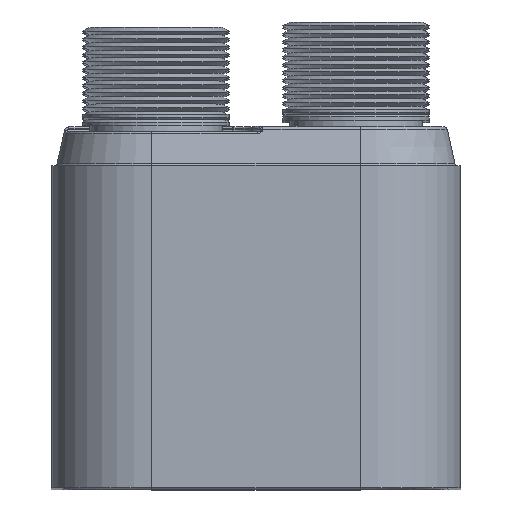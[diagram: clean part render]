
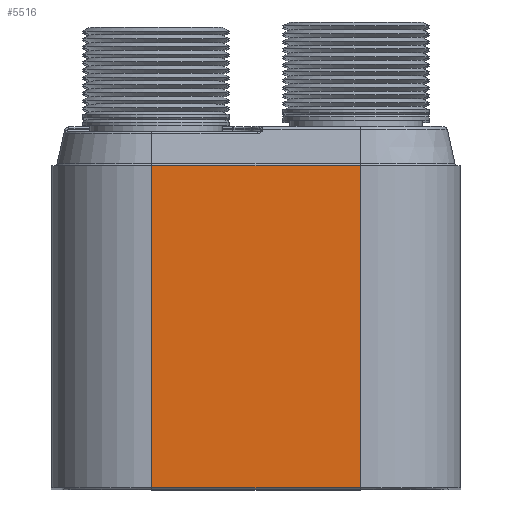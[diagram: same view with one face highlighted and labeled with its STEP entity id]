
A CAD part, top view. The second image highlights one B-rep face of the part: STEP entity #5516.
In plain terms, the highlighted planar face has unit normal (0, 0, 1).
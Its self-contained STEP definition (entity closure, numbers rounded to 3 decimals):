
#1428=DIRECTION('',(1.,0.,0.));
#1429=VECTOR('',#1428,48.);
#1430=CARTESIAN_POINT('',(-24.,74.,162.));
#1431=LINE('',#1430,#1429);
#1432=DIRECTION('',(0.,1.,0.));
#1433=VECTOR('',#1432,74.);
#1434=CARTESIAN_POINT('',(-24.,0.,162.));
#1435=LINE('',#1434,#1433);
#1441=DIRECTION('',(0.,1.,0.));
#1442=VECTOR('',#1441,74.);
#1443=CARTESIAN_POINT('',(24.,0.,162.));
#1444=LINE('',#1443,#1442);
#1484=DIRECTION('',(1.,0.,0.));
#1485=VECTOR('',#1484,48.);
#1486=CARTESIAN_POINT('',(-24.,0.,162.));
#1487=LINE('',#1486,#1485);
#2533=CARTESIAN_POINT('',(-24.,0.,162.));
#2534=VERTEX_POINT('',#2533);
#2535=CARTESIAN_POINT('',(24.,0.,162.));
#2536=VERTEX_POINT('',#2535);
#2661=CARTESIAN_POINT('',(-24.,74.,162.));
#2662=VERTEX_POINT('',#2661);
#2663=CARTESIAN_POINT('',(24.,74.,162.));
#2664=VERTEX_POINT('',#2663);
#5503=CARTESIAN_POINT('',(-24.,0.,162.));
#5504=DIRECTION('',(0.,0.,1.));
#5505=DIRECTION('',(1.,0.,0.));
#5506=AXIS2_PLACEMENT_3D('',#5503,#5504,#5505);
#5507=PLANE('',#5506);
#5508=ORIENTED_EDGE('',*,*,#4704,.T.);
#5510=ORIENTED_EDGE('',*,*,#5509,.F.);
#5512=ORIENTED_EDGE('',*,*,#5511,.F.);
#5513=ORIENTED_EDGE('',*,*,#5495,.T.);
#5514=EDGE_LOOP('',(#5508,#5510,#5512,#5513));
#5515=FACE_OUTER_BOUND('',#5514,.F.);
#5516=ADVANCED_FACE('',(#5515),#5507,.T.);
#4704=EDGE_CURVE('',#2662,#2664,#1431,.T.);
#5495=EDGE_CURVE('',#2534,#2662,#1435,.T.);
#5509=EDGE_CURVE('',#2536,#2664,#1444,.T.);
#5511=EDGE_CURVE('',#2534,#2536,#1487,.T.);
